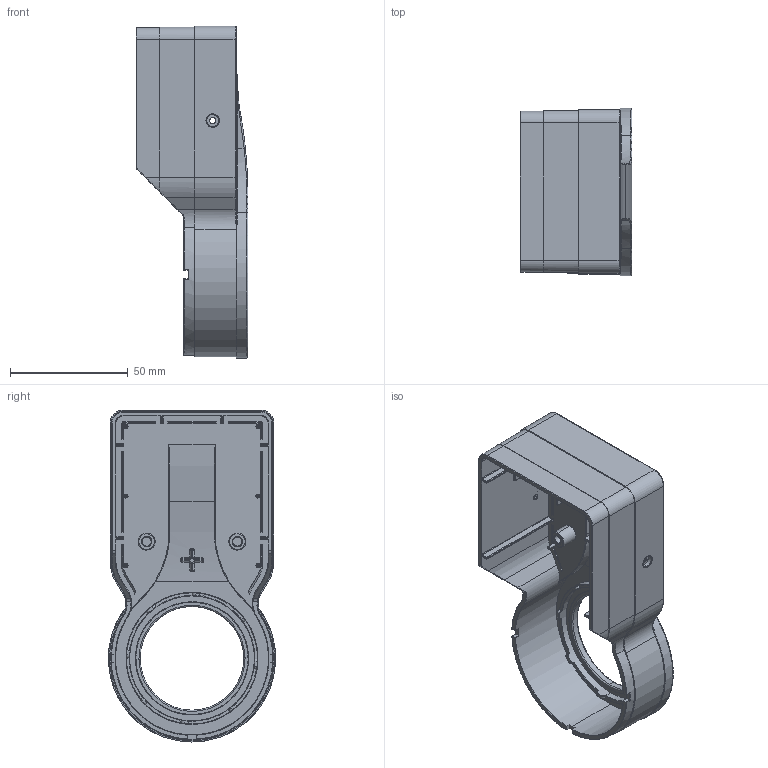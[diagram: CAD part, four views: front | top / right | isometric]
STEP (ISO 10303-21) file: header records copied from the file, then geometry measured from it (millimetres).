
FILE_DESCRIPTION (( 'STEP AP214' ), '1' );
FILE_NAME ('part_external.STEP', '2019-06-05T11:10:30', ( '' ), ( '' ), 'SwSTEP 2.0', 'SolidWorks 2016', '' );
FILE_SCHEMA (( 'AUTOMOTIVE_DESIGN' ));
Length unit declared in the file: millimetre
Products named in the file (1): part_external
Bounding box: 47.5 x 70.97 x 140.9 mm (x, y, z)
Surface area: 45621.1 mm2 (no closed solid volume)
Topology: 0 solids, 1 shells, 682 faces, 1708 edges, 1007 vertices
Faces by surface type: bspline 271, cylinder 257, plane 148, cone 6
Entity records: 32570 total; most frequent: CARTESIAN_POINT 19044, ORIENTED_EDGE 3328, DIRECTION 2198, EDGE_CURVE 1664, VERTEX_POINT 1007, AXIS2_PLACEMENT_3D 898, EDGE_LOOP 711, ADVANCED_FACE 682
